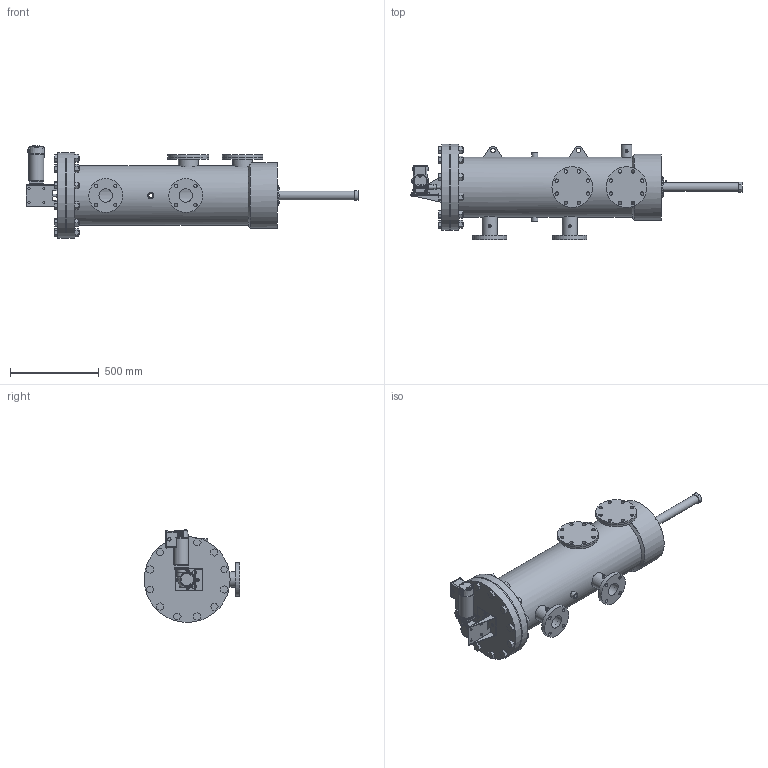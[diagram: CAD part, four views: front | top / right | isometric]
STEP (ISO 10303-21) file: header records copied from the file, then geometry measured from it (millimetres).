
FILE_DESCRIPTION (( 'STEP AP203' ), '1' );
FILE_NAME ('A3-180-FRP-LP.STEP', '2020-09-16T22:56:46', ( '' ), ( '' ), 'SwSTEP 2.0', 'SolidWorks 2018', '' );
FILE_SCHEMA (( 'CONFIG_CONTROL_DESIGN' ));
Length unit declared in the file: millimetre
Products named in the file (8): reduced size motor; A3-180-FRP-LP; A3-FRP-180 for LP; simp; Washdown mounting bracket; simp2; Washdown drive shaft; Motor assem
Assembly tree (13 placements, depth 3):
  A3-180-FRP-LP
    A3-FRP-180 for LP
    Motor assem
      Washdown drive shaft
      Washdown mounting bracket
      reduced size motor
      simp  x4
      simp2  x4
Bounding box: 1865.71 x 536.7 x 521.9 mm (x, y, z)
Volume: 27037924.1 mm3; surface area: 5119720.2 mm2
Topology: 51 solids, 51 shells, 1133 faces, 2824 edges, 1853 vertices
Faces by surface type: plane 742, cylinder 287, bspline 47, torus 37, cone 16, sphere 4
Full cylindrical faces by diameter (mm): 3.175 x1, 3.454 x2, 4.166 x2, 6 x4, 6.35 x12, 6.604 x1, 7.874 x4, 9.525 x16, 9.53 x4, 12.7 x1, 16.002 x1, 16.35 x6, 17.125 x4, 19.05 x42, 20.031 x1, 25.4 x53, 35.4 x2, 38.366 x2, 48.366 x1, 48.579 x1, 50.8 x2, 60.8 x1, 76.106 x1, 76.2 x1, 76.533 x2, 77.375 x1, 83.235 x1, 86.106 x1, 86.2 x1, 101.6 x2
Entity records: 37846 total; most frequent: CARTESIAN_POINT 12979, DIRECTION 4672, ORIENTED_EDGE 4668, EDGE_CURVE 2334, VERTEX_POINT 1640, AXIS2_PLACEMENT_3D 1585, EDGE_LOOP 1538, LINE 1502
